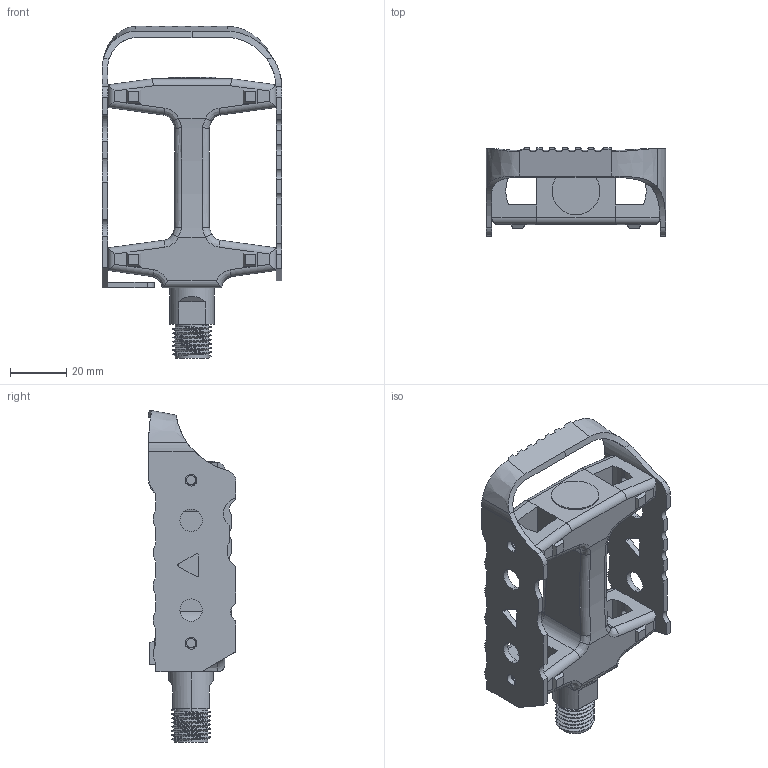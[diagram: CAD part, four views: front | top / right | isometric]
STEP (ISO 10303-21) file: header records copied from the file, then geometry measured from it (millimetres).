
FILE_DESCRIPTION (( 'STEP AP214' ), '1' );
FILE_NAME ('Ensamblaje pedal.STEP', '2020-11-11T21:36:58', ( '' ), ( '' ), 'SwSTEP 2.0', 'SolidWorks 2017', '' );
FILE_SCHEMA (( 'AUTOMOTIVE_DESIGN' ));
Length unit declared in the file: millimetre
Products named in the file (4): Tapa pedal; Perno pedal; Pedal; Ensamblaje pedal
Assembly tree (3 placements, depth 2):
  Ensamblaje pedal
    Pedal
    Perno pedal
    Tapa pedal
Bounding box: 64 x 31.33 x 118.29 mm (x, y, z)
Volume: 52568.8 mm3; surface area: 30636.6 mm2
Topology: 4 solids, 4 shells, 355 faces, 967 edges, 623 vertices
Faces by surface type: cylinder 151, plane 142, bspline 35, cone 17, torus 10
Entity records: 15423 total; most frequent: CARTESIAN_POINT 6763, ORIENTED_EDGE 1934, DIRECTION 1537, EDGE_CURVE 967, VERTEX_POINT 623, AXIS2_PLACEMENT_3D 547, LINE 443, VECTOR 443
